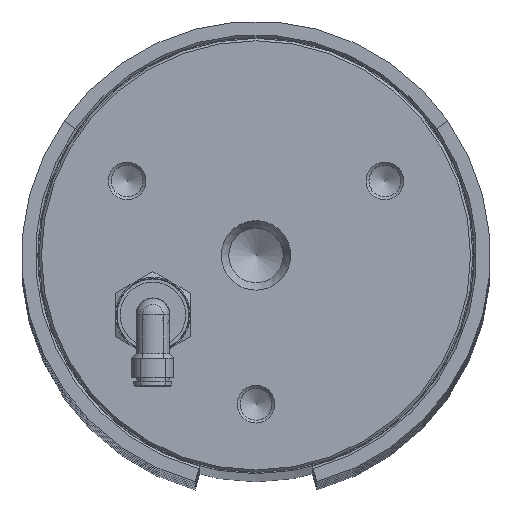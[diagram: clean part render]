
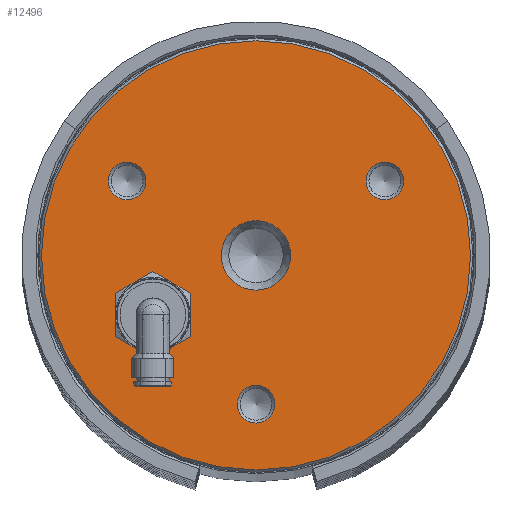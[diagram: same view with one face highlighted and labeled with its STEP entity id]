
A CAD part, top view. The second image highlights one B-rep face of the part: STEP entity #12496.
In plain terms, the highlighted face is planar.
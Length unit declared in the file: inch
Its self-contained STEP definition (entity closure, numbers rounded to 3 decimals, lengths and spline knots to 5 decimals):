
#124 = EDGE_CURVE ( 'NONE', #9684, #9684, #13682, .T. ) ;
#931 = AXIS2_PLACEMENT_3D ( 'NONE', #6599, #8975, #5519 ) ;
#994 = FACE_BOUND ( 'NONE', #7847, .T. ) ;
#1021 = CIRCLE ( 'NONE', #2506, 0.2372 ) ;
#1247 = CARTESIAN_POINT ( 'NONE',  ( -1.861, 0.9375, -1.8775 ) ) ;
#1563 = CARTESIAN_POINT ( 'NONE',  ( 1.6238, 0.9375, -1.8775 ) ) ;
#1644 = DIRECTION ( 'NONE',  ( -1., 0., 0. ) ) ;
#1909 = CIRCLE ( 'NONE', #5572, 0.2372 ) ;
#2160 = ORIENTED_EDGE ( 'NONE', *, *, #124, .F. ) ;
#2270 = CARTESIAN_POINT ( 'NONE',  ( 0., 0., -1.8775 ) ) ;
#2303 = FACE_OUTER_BOUND ( 'NONE', #4874, .T. ) ;
#2433 = AXIS2_PLACEMENT_3D ( 'NONE', #2270, #13991, #8169 ) ;
#2506 = AXIS2_PLACEMENT_3D ( 'NONE', #6529, #6956, #3661 ) ;
#3338 = CARTESIAN_POINT ( 'NONE',  ( -1.6238, 0.9375, -1.8775 ) ) ;
#3661 = DIRECTION ( 'NONE',  ( -1., 0., 0. ) ) ;
#4005 = AXIS2_PLACEMENT_3D ( 'NONE', #11875, #4958, #6256 ) ;
#4040 = CIRCLE ( 'NONE', #7001, 0.2372 ) ;
#4231 = CARTESIAN_POINT ( 'NONE',  ( -2.704, 0., -1.8775 ) ) ;
#4307 = VERTEX_POINT ( 'NONE', #13750 ) ;
#4593 = DIRECTION ( 'NONE',  ( 0., 0., -1. ) ) ;
#4743 = CARTESIAN_POINT ( 'NONE',  ( 2.75, -10.01982, -1.8775 ) ) ;
#4767 = VERTEX_POINT ( 'NONE', #8307 ) ;
#4874 = EDGE_LOOP ( 'NONE', ( #7177 ) ) ;
#4945 = ORIENTED_EDGE ( 'NONE', *, *, #5975, .F. ) ;
#4958 = DIRECTION ( 'NONE',  ( 0., 0., -1. ) ) ;
#5464 = DIRECTION ( 'NONE',  ( 0., 0., -1. ) ) ;
#5519 = DIRECTION ( 'NONE',  ( -1., 0., 0. ) ) ;
#5572 = AXIS2_PLACEMENT_3D ( 'NONE', #1563, #6228, #1644 ) ;
#5975 = EDGE_CURVE ( 'NONE', #4307, #4307, #1021, .T. ) ;
#5996 = EDGE_LOOP ( 'NONE', ( #12709 ) ) ;
#6228 = DIRECTION ( 'NONE',  ( 0., 0., -1. ) ) ;
#6256 = DIRECTION ( 'NONE',  ( -1., 0., 0. ) ) ;
#6303 = CARTESIAN_POINT ( 'NONE',  ( -0.4375, 0., -1.8775 ) ) ;
#6529 = CARTESIAN_POINT ( 'NONE',  ( 0., -1.875, -1.8775 ) ) ;
#6599 = CARTESIAN_POINT ( 'NONE',  ( 0., 1.5, -1.8775 ) ) ;
#6956 = DIRECTION ( 'NONE',  ( 0., 0., -1. ) ) ;
#7001 = AXIS2_PLACEMENT_3D ( 'NONE', #3338, #5464, #10143 ) ;
#7002 = CARTESIAN_POINT ( 'NONE',  ( -0.41348, 1.5, -1.8775 ) ) ;
#7177 = ORIENTED_EDGE ( 'NONE', *, *, #8575, .T. ) ;
#7847 = EDGE_LOOP ( 'NONE', ( #13086 ) ) ;
#8169 = DIRECTION ( 'NONE',  ( -1., 0., 0. ) ) ;
#8307 = CARTESIAN_POINT ( 'NONE',  ( 1.38659, 0.9375, -1.8775 ) ) ;
#8575 = EDGE_CURVE ( 'NONE', #10052, #10052, #10377, .T. ) ;
#8975 = DIRECTION ( 'NONE',  ( 0., 0., -1. ) ) ;
#9007 = CIRCLE ( 'NONE', #931, 0.41348 ) ;
#9375 = VERTEX_POINT ( 'NONE', #7002 ) ;
#9424 = FACE_BOUND ( 'NONE', #11963, .T. ) ;
#9478 = EDGE_LOOP ( 'NONE', ( #2160 ) ) ;
#9684 = VERTEX_POINT ( 'NONE', #6303 ) ;
#10052 = VERTEX_POINT ( 'NONE', #4231 ) ;
#10143 = DIRECTION ( 'NONE',  ( -1., 0., 0. ) ) ;
#10377 = CIRCLE ( 'NONE', #4005, 2.704 ) ;
#10413 = PLANE ( 'NONE',  #12034 ) ;
#10693 = EDGE_CURVE ( 'NONE', #9375, #9375, #9007, .T. ) ;
#11253 = EDGE_CURVE ( 'NONE', #4767, #4767, #1909, .T. ) ;
#11647 = FACE_BOUND ( 'NONE', #5996, .T. ) ;
#11875 = CARTESIAN_POINT ( 'NONE',  ( 0., 0., -1.8775 ) ) ;
#11963 = EDGE_LOOP ( 'NONE', ( #4945 ) ) ;
#12034 = AXIS2_PLACEMENT_3D ( 'NONE', #4743, #4593, #13954 ) ;
#12496 = ADVANCED_FACE ( 'NONE', ( #9424, #994, #12884, #11647, #12813, #2303 ), #10413, .T. ) ;
#12709 = ORIENTED_EDGE ( 'NONE', *, *, #10693, .F. ) ;
#12759 = VERTEX_POINT ( 'NONE', #1247 ) ;
#12813 = FACE_BOUND ( 'NONE', #9478, .T. ) ;
#12884 = FACE_BOUND ( 'NONE', #14537, .T. ) ;
#13086 = ORIENTED_EDGE ( 'NONE', *, *, #11253, .F. ) ;
#13358 = ORIENTED_EDGE ( 'NONE', *, *, #14738, .F. ) ;
#13682 = CIRCLE ( 'NONE', #2433, 0.4375 ) ;
#13750 = CARTESIAN_POINT ( 'NONE',  ( -0.2372, -1.875, -1.8775 ) ) ;
#13954 = DIRECTION ( 'NONE',  ( -1., 0., 0. ) ) ;
#13991 = DIRECTION ( 'NONE',  ( 0., 0., -1. ) ) ;
#14537 = EDGE_LOOP ( 'NONE', ( #13358 ) ) ;
#14738 = EDGE_CURVE ( 'NONE', #12759, #12759, #4040, .T. ) ;
